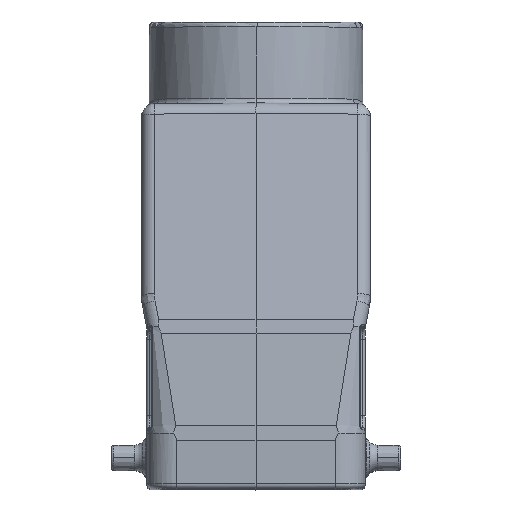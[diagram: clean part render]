
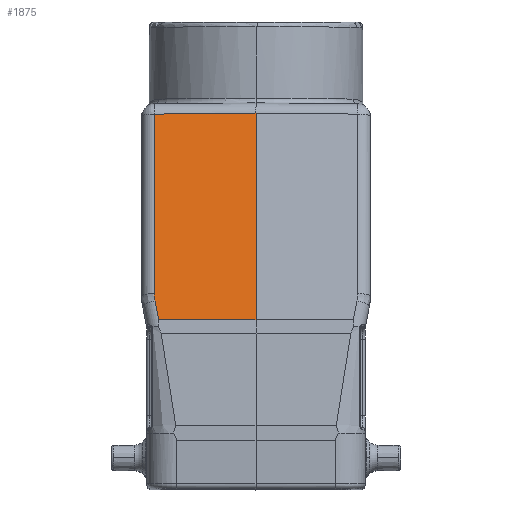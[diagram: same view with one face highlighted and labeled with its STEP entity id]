
A CAD part, top view. The second image highlights one B-rep face of the part: STEP entity #1875.
In plain terms, the highlighted planar face has unit normal (-0.009, 0.19, 0.982).
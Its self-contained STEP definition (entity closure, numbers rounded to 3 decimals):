
#126=(
BOUNDED_CURVE()
B_SPLINE_CURVE(3,(#19216,#19217,#19218,#19219),.UNSPECIFIED.,.F.,.F.)
B_SPLINE_CURVE_WITH_KNOTS((4,4),(0.,1.),.UNSPECIFIED.)
CURVE()
GEOMETRIC_REPRESENTATION_ITEM()
RATIONAL_B_SPLINE_CURVE((1.,1.,1.,
1.))
REPRESENTATION_ITEM('')
);
#1875=ADVANCED_FACE('NONE',(#2836),#2483,.T.);
#2483=PLANE('',#12385);
#2836=FACE_OUTER_BOUND('',#3576,.T.);
#3576=EDGE_LOOP('',(#5403,#5404,#5405,#5406,#5407,#5408));
#5403=ORIENTED_EDGE('',*,*,#9427,.F.);
#5404=ORIENTED_EDGE('',*,*,#9382,.T.);
#5405=ORIENTED_EDGE('',*,*,#9428,.F.);
#5406=ORIENTED_EDGE('',*,*,#9290,.T.);
#5407=ORIENTED_EDGE('',*,*,#9293,.T.);
#5408=ORIENTED_EDGE('',*,*,#9429,.F.);
#7951=VERTEX_POINT('',#18232);
#7998=VERTEX_POINT('',#18574);
#7999=VERTEX_POINT('',#18584);
#8064=VERTEX_POINT('',#18903);
#8068=VERTEX_POINT('',#18919);
#8095=VERTEX_POINT('',#19214);
#9290=EDGE_CURVE('NONE',#7998,#7951,#10837,.T.);
#9293=EDGE_CURVE('NONE',#7951,#7999,#10838,.T.);
#9382=EDGE_CURVE('NONE',#8068,#8064,#10870,.T.);
#9427=EDGE_CURVE('NONE',#8068,#8095,#10882,.T.);
#9428=EDGE_CURVE('NONE',#7998,#8064,#10883,.T.);
#9429=EDGE_CURVE('NONE',#8095,#7999,#126,.T.);
#10837=LINE('',#18573,#11631);
#10838=LINE('',#18586,#11632);
#10870=LINE('',#18918,#11664);
#10882=LINE('',#19213,#11676);
#10883=LINE('',#19215,#11677);
#11631=VECTOR('',#14041,1.);
#11632=VECTOR('',#14044,1.);
#11664=VECTOR('',#14186,1.);
#11676=VECTOR('',#14238,1.);
#11677=VECTOR('',#14239,1.);
#12385=AXIS2_PLACEMENT_3D('',#19220,#14240,#14241);
#14041=DIRECTION('',(-1.,-0.009,-0.007));
#14044=DIRECTION('',(0.,-0.982,0.19));
#14186=DIRECTION('',(1.,0.,0.009));
#14238=DIRECTION('',(-0.193,0.963,-0.188));
#14239=DIRECTION('',(0.,-0.982,0.19));
#14240=DIRECTION('',(-0.009,0.19,0.982));
#14241=DIRECTION('',(0.,-0.982,0.19));
#18232=CARTESIAN_POINT('',(-20.022,19.215,49.747));
#18573=CARTESIAN_POINT('',(0.,19.39,49.891));
#18574=CARTESIAN_POINT('',(0.,19.39,49.891));
#18584=CARTESIAN_POINT('',(-20.022,-16.12,56.573));
#18586=CARTESIAN_POINT('',(-20.022,-22.618,57.828));
#18903=CARTESIAN_POINT('',(0.,-21.241,57.74));
#18918=CARTESIAN_POINT('',(-19.146,-21.241,57.57));
#18919=CARTESIAN_POINT('',(-19.146,-21.241,57.57));
#19213=CARTESIAN_POINT('',(-18.171,-26.117,58.521));
#19214=CARTESIAN_POINT('',(-19.876,-17.591,56.859));
#19215=CARTESIAN_POINT('',(0.,-22.585,58.));
#19216=CARTESIAN_POINT('',(-19.876,-17.591,56.859));
#19217=CARTESIAN_POINT('',(-19.973,-17.107,56.764));
#19218=CARTESIAN_POINT('',(-20.022,-16.614,56.669));
#19219=CARTESIAN_POINT('',(-20.022,-16.12,56.573));
#19220=CARTESIAN_POINT('',(0.,-22.585,58.));
